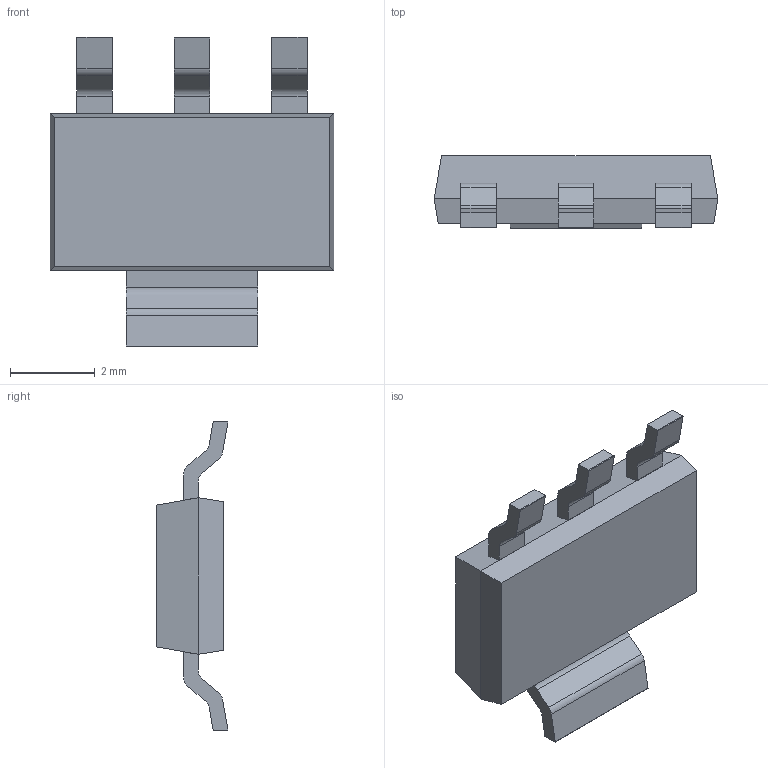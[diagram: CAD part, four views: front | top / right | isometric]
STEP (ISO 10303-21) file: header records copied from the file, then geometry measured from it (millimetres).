
FILE_DESCRIPTION (( 'STEP AP214' ), '1' );
FILE_NAME ('4B092436-ABA3-4AA0-B2A9-F3C4D21731CF.STEP', '2026-01-09T15:19:22', ( '' ), ( '' ), 'SwSTEP 2.0', 'SolidWorks 2022', '' );
FILE_SCHEMA (( 'AUTOMOTIVE_DESIGN' ));
Length unit declared in the file: millimetre
Products named in the file (1): 4B092436-ABA3-4AA0-B2A9-F3C4D21731CF
Bounding box: 6.7 x 1.7 x 7.3 mm (x, y, z)
Volume: 41.4 mm3; surface area: 110.2 mm2
Topology: 5 solids, 5 shells, 70 faces, 176 edges, 116 vertices
Faces by surface type: plane 50, cylinder 20
Entity records: 2598 total; most frequent: CARTESIAN_POINT 363, DIRECTION 358, ORIENTED_EDGE 352, EDGE_CURVE 176, VECTOR 136, LINE 136, VERTEX_POINT 116, AXIS2_PLACEMENT_3D 111
